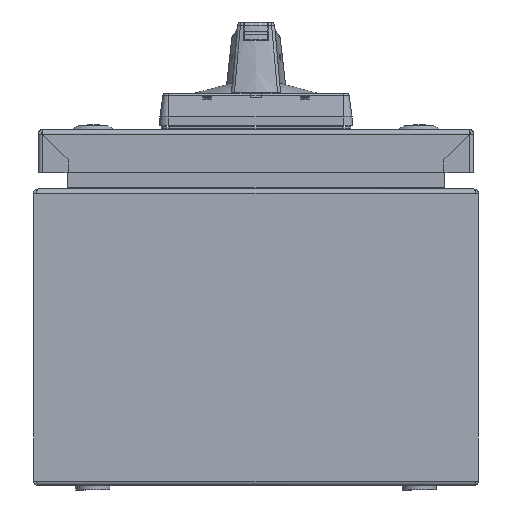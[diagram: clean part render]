
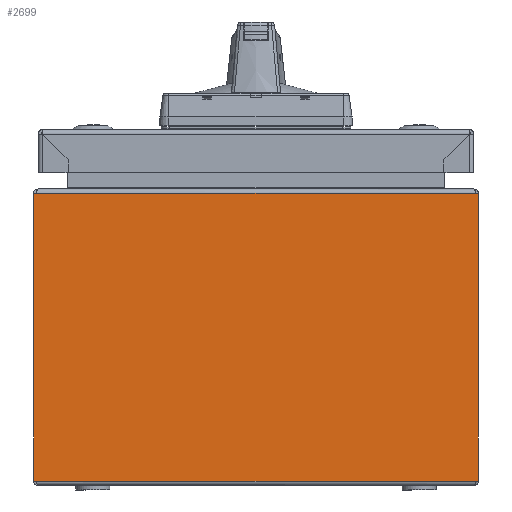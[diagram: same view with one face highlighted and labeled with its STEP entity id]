
A CAD part, front view. The second image highlights one B-rep face of the part: STEP entity #2699.
In plain terms, the highlighted planar face has unit normal (0, -1, 0).
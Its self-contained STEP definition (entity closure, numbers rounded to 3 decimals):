
#545=LINE('',#11369,#1350);
#546=LINE('',#11372,#1351);
#547=LINE('',#11374,#1352);
#548=LINE('',#11376,#1353);
#549=LINE('',#11378,#1354);
#550=LINE('',#11380,#1355);
#551=LINE('',#11382,#1356);
#552=LINE('',#11384,#1357);
#1350=VECTOR('',#9163,1.);
#1351=VECTOR('',#9164,1.);
#1352=VECTOR('',#9165,1.);
#1353=VECTOR('',#9166,1.);
#1354=VECTOR('',#9167,1.);
#1355=VECTOR('',#9168,1.);
#1356=VECTOR('',#9169,1.);
#1357=VECTOR('',#9170,1.);
#2195=PLANE('',#8399);
#2405=FACE_OUTER_BOUND('',#3282,.T.);
#2699=ADVANCED_FACE('',(#2405),#2195,.T.);
#3282=EDGE_LOOP('',(#3835,#3836,#3837,#3838,#3839,#3840,#3841,#3842));
#3835=ORIENTED_EDGE('',*,*,#6789,.T.);
#3836=ORIENTED_EDGE('',*,*,#6790,.T.);
#3837=ORIENTED_EDGE('',*,*,#6791,.T.);
#3838=ORIENTED_EDGE('',*,*,#6792,.T.);
#3839=ORIENTED_EDGE('',*,*,#6793,.F.);
#3840=ORIENTED_EDGE('',*,*,#6794,.F.);
#3841=ORIENTED_EDGE('',*,*,#6795,.F.);
#3842=ORIENTED_EDGE('',*,*,#6796,.F.);
#5693=VERTEX_POINT('',#11370);
#5694=VERTEX_POINT('',#11371);
#5695=VERTEX_POINT('',#11373);
#5696=VERTEX_POINT('',#11375);
#5697=VERTEX_POINT('',#11377);
#5698=VERTEX_POINT('',#11379);
#5699=VERTEX_POINT('',#11381);
#5700=VERTEX_POINT('',#11383);
#6789=EDGE_CURVE('',#5693,#5694,#545,.T.);
#6790=EDGE_CURVE('',#5694,#5695,#546,.T.);
#6791=EDGE_CURVE('',#5695,#5696,#547,.T.);
#6792=EDGE_CURVE('',#5696,#5697,#548,.T.);
#6793=EDGE_CURVE('',#5698,#5697,#549,.T.);
#6794=EDGE_CURVE('',#5699,#5698,#550,.T.);
#6795=EDGE_CURVE('',#5700,#5699,#551,.T.);
#6796=EDGE_CURVE('',#5693,#5700,#552,.T.);
#8399=AXIS2_PLACEMENT_3D('',#11385,#9171,#9172);
#9163=DIRECTION('',(1.,0.,0.));
#9164=DIRECTION('',(1.,0.,0.));
#9165=DIRECTION('',(0.,0.,1.));
#9166=DIRECTION('',(-1.,0.,0.));
#9167=DIRECTION('',(1.,0.,0.));
#9168=DIRECTION('',(1.,0.,0.));
#9169=DIRECTION('',(0.,0.,1.));
#9170=DIRECTION('',(-1.,0.,0.));
#9171=DIRECTION('',(0.,-1.,0.));
#9172=DIRECTION('',(0.,0.,1.));
#11369=CARTESIAN_POINT('',(-1075.,-100.,-118.5));
#11370=CARTESIAN_POINT('',(-73.965,-100.,-118.5));
#11371=CARTESIAN_POINT('',(73.965,-100.,-118.5));
#11372=CARTESIAN_POINT('',(-1075.,-100.,-118.5));
#11373=CARTESIAN_POINT('',(75.,-100.,-118.5));
#11374=CARTESIAN_POINT('',(75.,-100.,-21.5));
#11375=CARTESIAN_POINT('',(75.,-100.,-21.5));
#11376=CARTESIAN_POINT('',(-1075.,-100.,-21.5));
#11377=CARTESIAN_POINT('',(73.965,-100.,-21.5));
#11378=CARTESIAN_POINT('',(-1075.,-100.,-21.5));
#11379=CARTESIAN_POINT('',(-73.965,-100.,-21.5));
#11380=CARTESIAN_POINT('',(-74.,-100.,-21.5));
#11381=CARTESIAN_POINT('',(-75.,-100.,-21.5));
#11382=CARTESIAN_POINT('',(-75.,-100.,-118.5));
#11383=CARTESIAN_POINT('',(-75.,-100.,-118.5));
#11384=CARTESIAN_POINT('',(-74.,-100.,-118.5));
#11385=CARTESIAN_POINT('',(-1075.,-100.,-21.5));
